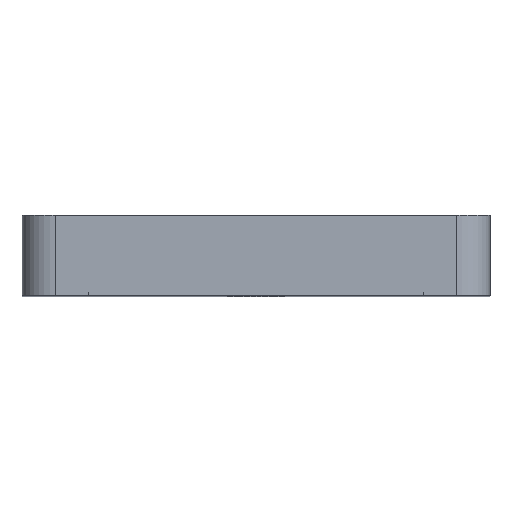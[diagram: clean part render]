
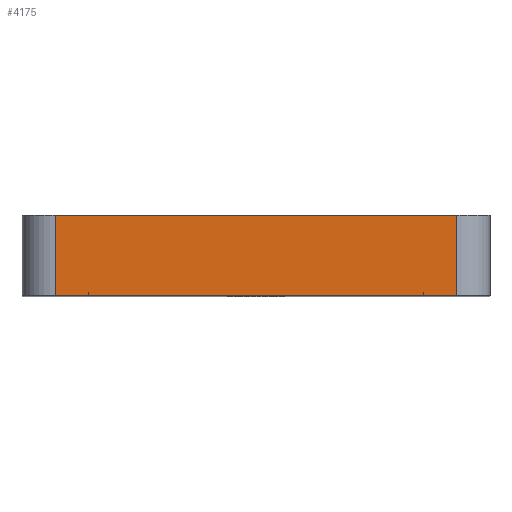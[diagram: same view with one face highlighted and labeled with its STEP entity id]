
A CAD part, top view. The second image highlights one B-rep face of the part: STEP entity #4175.
In plain terms, the highlighted planar face has unit normal (0, 0, 1).
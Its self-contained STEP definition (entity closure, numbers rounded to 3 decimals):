
#16658 = CARTESIAN_POINT ( 'NONE',  ( 30., 0., 75. ) ) ;
#384 = EDGE_CURVE ( 'NONE', #26685, #28460, #3835, .T. ) ;
#18727 = LINE ( 'NONE', #18728, #18729 ) ;
#18728 = CARTESIAN_POINT ( 'NONE',  ( 30., 12., 75. ) ) ;
#18729 = VECTOR ( 'NONE', #18730, 1000. ) ;
#18730 = DIRECTION ( 'NONE',  ( 0., 1., 0. ) ) ;
#3835 = LINE ( 'NONE', #3864, #3865 ) ;
#3864 = CARTESIAN_POINT ( 'NONE',  ( -35., 12., 75. ) ) ;
#3865 = VECTOR ( 'NONE', #3866, 1000. ) ;
#3866 = DIRECTION ( 'NONE',  ( 1., 0., 0. ) ) ;
#4175 = ADVANCED_FACE ( 'NONE', ( #11394 ), #11395, .F. ) ;
#5510 = ORIENTED_EDGE ( 'NONE', *, *, #6186, .T. ) ;
#22003 = EDGE_LOOP ( 'NONE', ( #5510, #8056, #9402, #11217 ) ) ;
#22297 = LINE ( 'NONE', #22298, #22299 ) ;
#22298 = CARTESIAN_POINT ( 'NONE',  ( -30., 12., 75. ) ) ;
#22299 = VECTOR ( 'NONE', #22300, 1000. ) ;
#22300 = DIRECTION ( 'NONE',  ( 0., -1., 0. ) ) ;
#6186 = EDGE_CURVE ( 'NONE', #6702, #7099, #15853, .T. ) ;
#6702 = VERTEX_POINT ( 'NONE', #16186 ) ;
#7099 = VERTEX_POINT ( 'NONE', #16658 ) ;
#7716 = CARTESIAN_POINT ( 'NONE',  ( -30., 12., 75. ) ) ;
#8056 = ORIENTED_EDGE ( 'NONE', *, *, #8727, .T. ) ;
#8727 = EDGE_CURVE ( 'NONE', #7099, #28460, #18727, .T. ) ;
#9402 = ORIENTED_EDGE ( 'NONE', *, *, #384, .F. ) ;
#26685 = VERTEX_POINT ( 'NONE', #7716 ) ;
#11217 = ORIENTED_EDGE ( 'NONE', *, *, #11909, .T. ) ;
#11394 = FACE_OUTER_BOUND ( 'NONE', #22003, .T. ) ;
#11395 = PLANE ( 'NONE',  #11396 ) ;
#11396 = AXIS2_PLACEMENT_3D ( 'NONE', #11397, #11398, #11399 ) ;
#11397 = CARTESIAN_POINT ( 'NONE',  ( -35., 12., 75. ) ) ;
#11398 = DIRECTION ( 'NONE',  ( 0., 0., -1. ) ) ;
#11399 = DIRECTION ( 'NONE',  ( -1., 0., 0. ) ) ;
#11909 = EDGE_CURVE ( 'NONE', #26685, #6702, #22297, .T. ) ;
#28460 = VERTEX_POINT ( 'NONE', #12582 ) ;
#12582 = CARTESIAN_POINT ( 'NONE',  ( 30., 12., 75. ) ) ;
#15853 = LINE ( 'NONE', #15854, #15855 ) ;
#15854 = CARTESIAN_POINT ( 'NONE',  ( -35., 0., 75. ) ) ;
#15855 = VECTOR ( 'NONE', #15856, 1000. ) ;
#15856 = DIRECTION ( 'NONE',  ( 1., 0., 0. ) ) ;
#16186 = CARTESIAN_POINT ( 'NONE',  ( -30., 0., 75. ) ) ;
